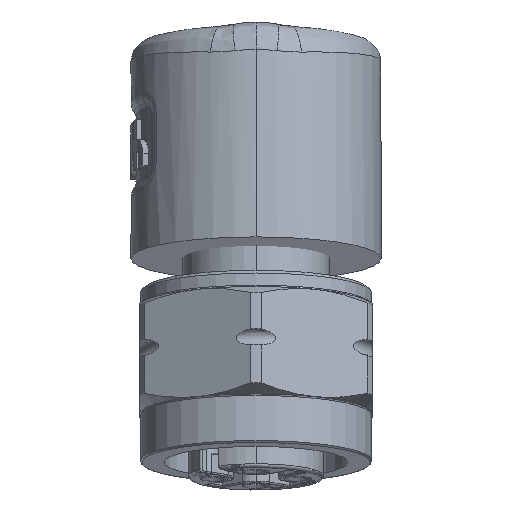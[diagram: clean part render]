
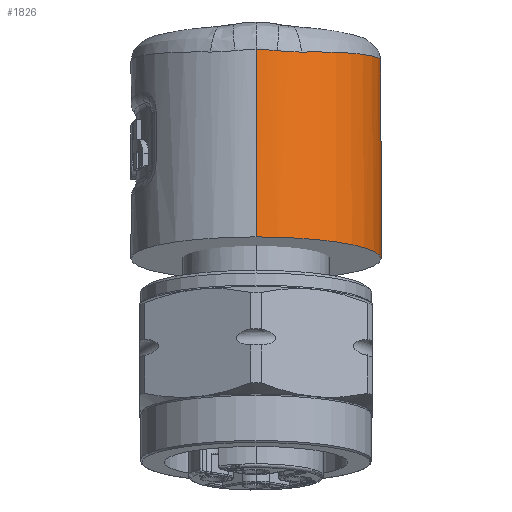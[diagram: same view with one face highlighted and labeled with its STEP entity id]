
A CAD part, front view. The second image highlights one B-rep face of the part: STEP entity #1826.
In plain terms, the highlighted cylindrical face has radius 7.5 mm (diameter 15 mm), a partial arc.
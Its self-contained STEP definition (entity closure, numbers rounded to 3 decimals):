
#1826=ADVANCED_FACE('',(#3928),#3929,.T.);
#3928=FACE_OUTER_BOUND('',#12851,.T.);
#3929=CYLINDRICAL_SURFACE('',#12852,7.5);
#12851=EDGE_LOOP('',(#24833,#24834,#24835,#24836,#24837,#24838,#24839,#24840,#24841,#24842,#24843));
#12852=AXIS2_PLACEMENT_3D('',#24844,#24845,#24846);
#24833=ORIENTED_EDGE('',*,*,#29149,.F.);
#24834=ORIENTED_EDGE('',*,*,#29150,.F.);
#24835=ORIENTED_EDGE('',*,*,#29151,.F.);
#24836=ORIENTED_EDGE('',*,*,#29147,.F.);
#24837=ORIENTED_EDGE('',*,*,#29140,.F.);
#24838=ORIENTED_EDGE('',*,*,#29152,.F.);
#24839=ORIENTED_EDGE('',*,*,#29153,.F.);
#24840=ORIENTED_EDGE('',*,*,#29084,.F.);
#24841=ORIENTED_EDGE('',*,*,#29154,.T.);
#24842=ORIENTED_EDGE('',*,*,#29082,.T.);
#24843=ORIENTED_EDGE('',*,*,#29155,.F.);
#24844=CARTESIAN_POINT('',(0.0,6.646,-7.682));
#24845=DIRECTION('',(0.0,-0.174,-0.985));
#24846=DIRECTION('',(0.0,-0.985,0.174));
#29082=EDGE_CURVE('',#32597,#32595,#32598,.T.);
#29084=EDGE_CURVE('',#32599,#32601,#32602,.T.);
#29140=EDGE_CURVE('',#32695,#32697,#32698,.T.);
#29147=EDGE_CURVE('',#32697,#32704,#32706,.T.);
#29149=EDGE_CURVE('',#32708,#32709,#32710,.T.);
#29150=EDGE_CURVE('',#32711,#32708,#32712,.T.);
#29151=EDGE_CURVE('',#32704,#32711,#32713,.T.);
#29152=EDGE_CURVE('',#32714,#32695,#32715,.T.);
#29153=EDGE_CURVE('',#32601,#32714,#32716,.T.);
#29154=EDGE_CURVE('',#32599,#32597,#32717,.T.);
#29155=EDGE_CURVE('',#32709,#32595,#32718,.T.);
#32595=VERTEX_POINT('',#38086);
#32597=VERTEX_POINT('',#38109);
#32598=LINE('',#38110,#38111);
#32599=VERTEX_POINT('',#38112);
#32601=VERTEX_POINT('',#38114);
#32602=LINE('',#38115,#38116);
#32695=VERTEX_POINT('',#38594);
#32697=VERTEX_POINT('',#38606);
#32698=B_SPLINE_CURVE_WITH_KNOTS('',3,(#38607,#38608,#38609,#38610,#38611,#38612,#38613,#38614,#38615,#38616,#38617,#38618,#38619,#38620,#38621),.UNSPECIFIED.,.F.,.F.,(4,1,1,1,1,1,1,1,1,1,1,1,4),(0.0,0.083,0.167,0.25,0.333,0.417,0.5,0.583,0.667,0.75,0.833,0.917,1.0),.UNSPECIFIED.);
#32704=VERTEX_POINT('',#38642);
#32706=B_SPLINE_CURVE_WITH_KNOTS('',3,(#38648,#38649,#38650,#38651,#38652,#38653),.UNSPECIFIED.,.F.,.F.,(4,1,1,4),(0.0,0.333,0.667,1.0),.UNSPECIFIED.);
#32708=VERTEX_POINT('',#38655);
#32709=VERTEX_POINT('',#38656);
#32710=B_SPLINE_CURVE_WITH_KNOTS('',3,(#38657,#38658,#38659,#38660,#38661,#38662),.UNSPECIFIED.,.F.,.F.,(4,1,1,4),(0.0,0.333,0.667,1.0),.UNSPECIFIED.);
#32711=VERTEX_POINT('',#38663);
#32712=B_SPLINE_CURVE_WITH_KNOTS('',3,(#38664,#38665,#38666,#38667,#38668,#38669),.UNSPECIFIED.,.F.,.F.,(4,1,1,4),(0.0,0.333,0.667,1.0),.UNSPECIFIED.);
#32713=B_SPLINE_CURVE_WITH_KNOTS('',3,(#38670,#38671,#38672,#38673,#38674,#38675),.UNSPECIFIED.,.F.,.F.,(4,1,1,4),(0.0,0.333,0.667,1.0),.UNSPECIFIED.);
#32714=VERTEX_POINT('',#38676);
#32715=B_SPLINE_CURVE_WITH_KNOTS('',3,(#38677,#38678,#38679,#38680,#38681,#38682),.UNSPECIFIED.,.F.,.F.,(4,1,1,4),(0.0,0.333,0.667,1.0),.UNSPECIFIED.);
#32716=B_SPLINE_CURVE_WITH_KNOTS('',3,(#38683,#38684,#38685,#38686,#38687,#38688,#38689,#38690),.UNSPECIFIED.,.F.,.F.,(4,1,1,1,1,4),(0.0,0.203,0.406,0.606,0.804,1.0),.UNSPECIFIED.);
#32717=CIRCLE('',#38691,7.5);
#32718=B_SPLINE_CURVE_WITH_KNOTS('',3,(#38692,#38693,#38694,#38695,#38696,#38697,#38698,#38699,#38700,#38701,#38702,#38703,#38704,#38705,#38706,#38707,#38708,#38709,#38710,#38711,#38712,#38713),.UNSPECIFIED.,.F.,.F.,(4,1,1,1,1,1,1,1,1,1,1,1,1,1,1,1,1,1,1,4),(0.0,0.053,0.105,0.158,0.211,0.263,0.316,0.368,0.421,0.474,0.526,0.579,0.632,0.684,0.737,0.789,0.842,0.895,0.947,1.0),.UNSPECIFIED.);
#38086=CARTESIAN_POINT('',(0.,14.348,-7.187));
#38109=CARTESIAN_POINT('',(0.,14.032,-8.984));
#38110=CARTESIAN_POINT('',(0.,14.032,-8.984));
#38111=VECTOR('',#45003,1.825);
#38112=CARTESIAN_POINT('',(0.0,-0.741,-6.379));
#38114=CARTESIAN_POINT('',(0.,1.239,4.847));
#38115=CARTESIAN_POINT('',(0.0,-0.741,-6.379));
#38116=VECTOR('',#45007,11.4);
#38594=CARTESIAN_POINT('',(2.72,1.732,4.701));
#38606=CARTESIAN_POINT('',(5.818,13.425,3.511));
#38607=CARTESIAN_POINT('',(2.72,1.732,4.701));
#38608=CARTESIAN_POINT('',(3.086,1.877,4.707));
#38609=CARTESIAN_POINT('',(3.796,2.226,4.71));
#38610=CARTESIAN_POINT('',(4.763,2.904,4.689));
#38611=CARTESIAN_POINT('',(5.613,3.722,4.644));
#38612=CARTESIAN_POINT('',(6.321,4.651,4.577));
#38613=CARTESIAN_POINT('',(6.89,5.702,4.488));
#38614=CARTESIAN_POINT('',(7.282,6.819,4.381));
#38615=CARTESIAN_POINT('',(7.492,7.984,4.257));
#38616=CARTESIAN_POINT('',(7.52,9.138,4.124));
#38617=CARTESIAN_POINT('',(7.361,10.32,3.976));
#38618=CARTESIAN_POINT('',(7.019,11.445,3.823));
#38619=CARTESIAN_POINT('',(6.508,12.494,3.667));
#38620=CARTESIAN_POINT('',(6.063,13.128,3.563));
#38621=CARTESIAN_POINT('',(5.818,13.425,3.511));
#38642=CARTESIAN_POINT('',(6.507,12.012,1.274));
#38648=CARTESIAN_POINT('',(5.818,13.425,3.511));
#38649=CARTESIAN_POINT('',(5.945,13.22,3.248));
#38650=CARTESIAN_POINT('',(6.158,12.838,2.731));
#38651=CARTESIAN_POINT('',(6.378,12.363,1.986));
#38652=CARTESIAN_POINT('',(6.471,12.117,1.509));
#38653=CARTESIAN_POINT('',(6.507,12.012,1.274));
#38655=CARTESIAN_POINT('',(6.569,11.604,-0.401));
#38656=CARTESIAN_POINT('',(6.536,11.568,-0.949));
#38657=CARTESIAN_POINT('',(6.569,11.604,-0.401));
#38658=CARTESIAN_POINT('',(6.569,11.594,-0.458));
#38659=CARTESIAN_POINT('',(6.568,11.576,-0.576));
#38660=CARTESIAN_POINT('',(6.557,11.563,-0.758));
#38661=CARTESIAN_POINT('',(6.544,11.565,-0.885));
#38662=CARTESIAN_POINT('',(6.536,11.568,-0.949));
#38663=CARTESIAN_POINT('',(6.561,11.795,0.599));
#38664=CARTESIAN_POINT('',(6.561,11.795,0.599));
#38665=CARTESIAN_POINT('',(6.562,11.774,0.488));
#38666=CARTESIAN_POINT('',(6.564,11.732,0.266));
#38667=CARTESIAN_POINT('',(6.567,11.667,-0.067));
#38668=CARTESIAN_POINT('',(6.568,11.625,-0.29));
#38669=CARTESIAN_POINT('',(6.569,11.604,-0.401));
#38670=CARTESIAN_POINT('',(6.507,12.012,1.274));
#38671=CARTESIAN_POINT('',(6.519,11.977,1.194));
#38672=CARTESIAN_POINT('',(6.539,11.913,1.038));
#38673=CARTESIAN_POINT('',(6.556,11.841,0.812));
#38674=CARTESIAN_POINT('',(6.561,11.808,0.669));
#38675=CARTESIAN_POINT('',(6.561,11.795,0.599));
#38676=CARTESIAN_POINT('',(1.266,1.337,4.784));
#38677=CARTESIAN_POINT('',(1.266,1.337,4.784));
#38678=CARTESIAN_POINT('',(1.44,1.364,4.765));
#38679=CARTESIAN_POINT('',(1.781,1.43,4.731));
#38680=CARTESIAN_POINT('',(2.267,1.564,4.702));
#38681=CARTESIAN_POINT('',(2.572,1.673,4.699));
#38682=CARTESIAN_POINT('',(2.72,1.732,4.701));
#38683=CARTESIAN_POINT('',(0.,1.239,4.847));
#38684=CARTESIAN_POINT('',(0.086,1.239,4.847));
#38685=CARTESIAN_POINT('',(0.259,1.242,4.846));
#38686=CARTESIAN_POINT('',(0.516,1.254,4.839));
#38687=CARTESIAN_POINT('',(0.769,1.274,4.828));
#38688=CARTESIAN_POINT('',(1.019,1.302,4.81));
#38689=CARTESIAN_POINT('',(1.184,1.325,4.794));
#38690=CARTESIAN_POINT('',(1.266,1.337,4.784));
#38691=AXIS2_PLACEMENT_3D('',#45019,#45020,#45021);
#38692=CARTESIAN_POINT('',(6.536,11.568,-0.949));
#38693=CARTESIAN_POINT('',(6.52,11.574,-1.077));
#38694=CARTESIAN_POINT('',(6.481,11.598,-1.342));
#38695=CARTESIAN_POINT('',(6.394,11.67,-1.769));
#38696=CARTESIAN_POINT('',(6.273,11.784,-2.227));
#38697=CARTESIAN_POINT('',(6.109,11.942,-2.719));
#38698=CARTESIAN_POINT('',(5.893,12.145,-3.24));
#38699=CARTESIAN_POINT('',(5.622,12.382,-3.772));
#38700=CARTESIAN_POINT('',(5.296,12.642,-4.298));
#38701=CARTESIAN_POINT('',(4.928,12.904,-4.791));
#38702=CARTESIAN_POINT('',(4.528,13.155,-5.239));
#38703=CARTESIAN_POINT('',(4.105,13.387,-5.637));
#38704=CARTESIAN_POINT('',(3.667,13.595,-5.984));
#38705=CARTESIAN_POINT('',(3.219,13.777,-6.282));
#38706=CARTESIAN_POINT('',(2.764,13.934,-6.534));
#38707=CARTESIAN_POINT('',(2.305,14.064,-6.741));
#38708=CARTESIAN_POINT('',(1.844,14.169,-6.907));
#38709=CARTESIAN_POINT('',(1.381,14.25,-7.034));
#38710=CARTESIAN_POINT('',(0.918,14.307,-7.123));
#38711=CARTESIAN_POINT('',(0.457,14.341,-7.175));
#38712=CARTESIAN_POINT('',(0.152,14.348,-7.187));
#38713=CARTESIAN_POINT('',(0.,14.348,-7.187));
#45003=DIRECTION('',(0.,0.174,0.985));
#45007=DIRECTION('',(0.,0.174,0.985));
#45019=CARTESIAN_POINT('',(0.0,6.646,-7.682));
#45020=DIRECTION('',(0.0,0.174,0.985));
#45021=DIRECTION('',(0.0,-0.985,0.174));
